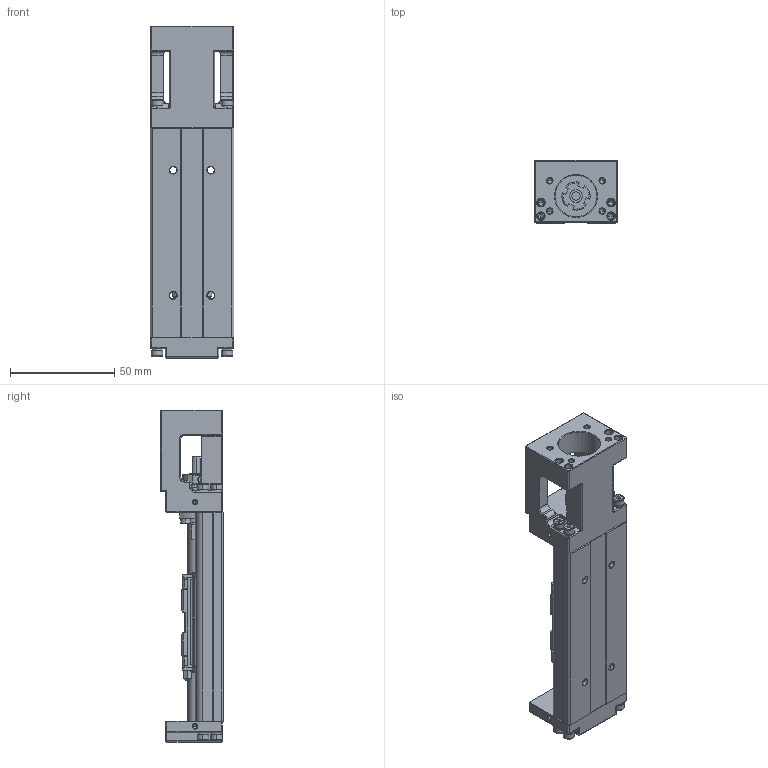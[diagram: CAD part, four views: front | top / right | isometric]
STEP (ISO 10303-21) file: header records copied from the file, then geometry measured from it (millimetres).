
FILE_DESCRIPTION (( 'STEP AP214' ), '1' );
FILE_NAME ('XSK40-100A1-F0.STEP', '2021-05-31T03:26:23', ( '' ), ( '' ), 'SwSTEP 2.0', 'SolidWorks 2016', '' );
FILE_SCHEMA (( 'AUTOMOTIVE_DESIGN' ));
Length unit declared in the file: millimetre
Products named in the file (3): XSK40-100A1-F0; XSK40-100-F0_W; XSK40-FS_W
Assembly tree (2 placements, depth 2):
  XSK40-100A1-F0
    XSK40-100-F0_W
    XSK40-FS_W
Bounding box: 40 x 30 x 159 mm (x, y, z)
Volume: 87449.9 mm3; surface area: 42217.1 mm2
Topology: 21 solids, 62 shells, 1612 faces, 3957 edges, 2457 vertices
Faces by surface type: plane 743, cylinder 473, cone 272, torus 72, bspline 32, sphere 20
Entity records: 101864 total; most frequent: CARTESIAN_POINT 45988, DIRECTION 8110, ORIENTED_EDGE 7734, EDGE_CURVE 3867, AXIS2_PLACEMENT_3D 3014, VERTEX_POINT 2457, VECTOR 2082, LINE 2082
